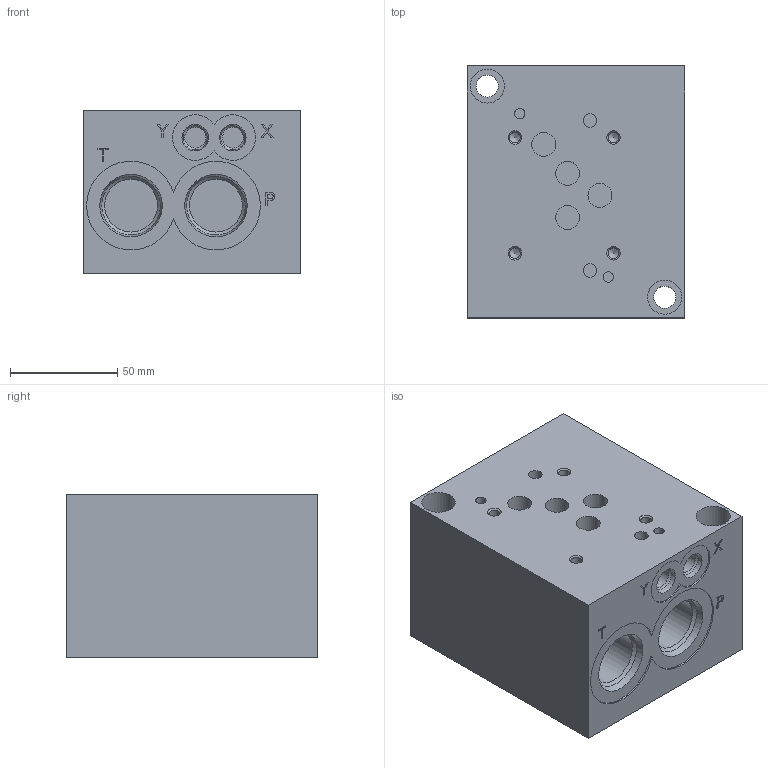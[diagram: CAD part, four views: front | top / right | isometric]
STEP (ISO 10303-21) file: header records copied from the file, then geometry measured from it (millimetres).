
FILE_DESCRIPTION( ( 'STEP AP214' ), ' ' );
FILE_NAME( 'AD05HSPRVS12S.stp', '2018-07-07T13:26:37', ( '' ), ( '' ), ' ', 'PARTsolutions', ' ' );
FILE_SCHEMA( ( 'AUTOMOTIVE_DESIGN { 1 0 10303 214 1 1 1 1 }' ) );
Length unit declared in the file: inch
Products named in the file (1): _AD05HSPRVS12S
Bounding box: 101.6 x 117.6 x 76.2 mm (x, y, z)
Volume: 783785.1 mm3; surface area: 81939.9 mm2
Topology: 1 solids, 1 shells, 333 faces, 809 edges, 529 vertices
Faces by surface type: plane 219, cylinder 82, cone 32
Full cylindrical faces by diameter (mm): 4.801 x2, 4.976 x4, 6.299 x2, 9.738 x4, 10.312 x2, 11.201 x4, 15.875 x2, 21.285 x2, 22.25 x1, 23.749 x1, 24.696 x6, 26.213 x1, 27.407 x1, 41.453 x3
Entity records: 12044 total; most frequent: CARTESIAN_POINT 1655, DIRECTION 1590, ORIENTED_EDGE 1468, EDGE_CURVE 734, LINE 542, VECTOR 542, VERTEX_POINT 525, AXIS2_PLACEMENT_3D 524
